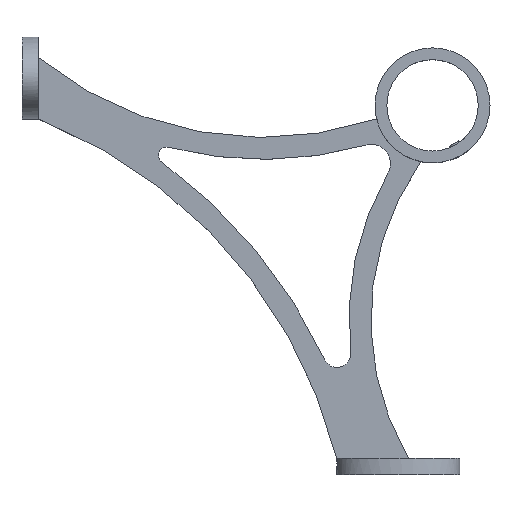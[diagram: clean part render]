
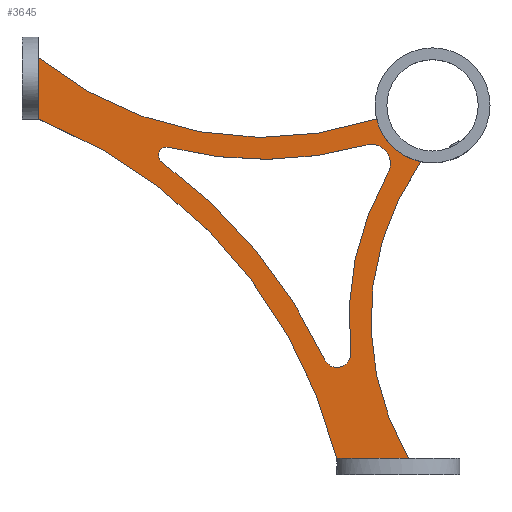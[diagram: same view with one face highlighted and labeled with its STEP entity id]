
A CAD part, top view. The second image highlights one B-rep face of the part: STEP entity #3645.
In plain terms, the highlighted planar face has unit normal (0, 0, 1).
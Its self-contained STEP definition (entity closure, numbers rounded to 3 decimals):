
#1 = B_SPLINE_CURVE_WITH_KNOTS ( 'NONE', 3,
 ( #3308, #6482, #1306, #12006, #141, #8697 ),
 .UNSPECIFIED., .F., .F.,
 ( 4, 2, 4 ),
 ( 0., 0.002, 0.004 ),
 .UNSPECIFIED. ) ;
#9 = CARTESIAN_POINT ( 'NONE',  ( -49.371, 253.271, 3. ) ) ;
#141 = CARTESIAN_POINT ( 'NONE',  ( -22.045, 2.567, 3. ) ) ;
#152 = VERTEX_POINT ( 'NONE', #6342 ) ;
#198 = EDGE_CURVE ( 'NONE', #7598, #6955, #9534, .T. ) ;
#204 = CARTESIAN_POINT ( 'NONE',  ( -83.9, 119.66, 3. ) ) ;
#212 = DIRECTION ( 'NONE',  ( 1., 0., 0. ) ) ;
#255 = EDGE_CURVE ( 'NONE', #9379, #466, #4080, .T. ) ;
#416 = CARTESIAN_POINT ( 'NONE',  ( 89.957, 56.741, 3. ) ) ;
#466 = VERTEX_POINT ( 'NONE', #9732 ) ;
#598 = CARTESIAN_POINT ( 'NONE',  ( -86.417, 114.331, 3. ) ) ;
#652 = CARTESIAN_POINT ( 'NONE',  ( -131.5, 0., 3. ) ) ;
#675 = EDGE_LOOP ( 'NONE', ( #11862, #7113, #5631, #12418, #11750, #12108 ) ) ;
#680 = DIRECTION ( 'NONE',  ( 1., 0., 0. ) ) ;
#821 = VERTEX_POINT ( 'NONE', #3715 ) ;
#874 = DIRECTION ( 'NONE',  ( 1., 0., 0. ) ) ;
#999 = VERTEX_POINT ( 'NONE', #1995 ) ;
#1105 = CARTESIAN_POINT ( 'NONE',  ( -22.045, 1.87, 3. ) ) ;
#1306 = CARTESIAN_POINT ( 'NONE',  ( -22.241, 4.635, 3. ) ) ;
#1441 = CARTESIAN_POINT ( 'NONE',  ( -131.5, 130.118, 3. ) ) ;
#1476 = EDGE_LOOP ( 'NONE', ( #10777, #4836, #13255, #13711, #2307, #12282, #4361, #4317, #5542 ) ) ;
#1503 = DIRECTION ( 'NONE',  ( 1., 0., 0. ) ) ;
#1586 = CARTESIAN_POINT ( 'NONE',  ( -130.539, 129.621, 3. ) ) ;
#1615 = VECTOR ( 'NONE', #9448, 1000. ) ;
#1627 = CARTESIAN_POINT ( 'NONE',  ( -22.045, 6., 3. ) ) ;
#1782 = VERTEX_POINT ( 'NONE', #7243 ) ;
#1812 = EDGE_CURVE ( 'NONE', #152, #2779, #7027, .T. ) ;
#1853 = CARTESIAN_POINT ( 'NONE',  ( -22.349, 44.234, 3. ) ) ;
#1905 = AXIS2_PLACEMENT_3D ( 'NONE', #8304, #1990, #13574 ) ;
#1990 = DIRECTION ( 'NONE',  ( 0., 0., 1. ) ) ;
#1995 = CARTESIAN_POINT ( 'NONE',  ( -17.38, 44.787, 3. ) ) ;
#2143 = DIRECTION ( 'NONE',  ( 1., 0., 0. ) ) ;
#2154 = EDGE_CURVE ( 'NONE', #11722, #4466, #8030, .T. ) ;
#2172 = CARTESIAN_POINT ( 'NONE',  ( -49.371, 253.271, 3. ) ) ;
#2249 = LINE ( 'NONE', #12412, #9017 ) ;
#2307 = ORIENTED_EDGE ( 'NONE', *, *, #198, .F. ) ;
#2346 = CARTESIAN_POINT ( 'NONE',  ( -131.5, 152.5, 3. ) ) ;
#2490 = EDGE_CURVE ( 'NONE', #7598, #4466, #2249, .T. ) ;
#2571 = DIRECTION ( 'NONE',  ( 0., 0., 1. ) ) ;
#2779 = VERTEX_POINT ( 'NONE', #13475 ) ;
#3025 = DIRECTION ( 'NONE',  ( 1., 0., 0. ) ) ;
#3166 = EDGE_CURVE ( 'NONE', #999, #10252, #3727, .T. ) ;
#3172 = CARTESIAN_POINT ( 'NONE',  ( -22.045, 6., 3. ) ) ;
#3179 = VECTOR ( 'NONE', #5882, 1000. ) ;
#3308 = CARTESIAN_POINT ( 'NONE',  ( -22.5, 6., 3. ) ) ;
#3379 = DIRECTION ( 'NONE',  ( 0., 0., 1. ) ) ;
#3531 = CIRCLE ( 'NONE', #10484, 180. ) ;
#3536 = VERTEX_POINT ( 'NONE', #204 ) ;
#3595 = CARTESIAN_POINT ( 'NONE',  ( 0., 0., 3. ) ) ;
#3645 = ADVANCED_FACE ( 'NONE', ( #5042, #8006 ), #13186, .T. ) ;
#3715 = CARTESIAN_POINT ( 'NONE',  ( -22.5, 6., 3. ) ) ;
#3727 = CIRCLE ( 'NONE', #10894, 5. ) ;
#3891 = EDGE_CURVE ( 'NONE', #821, #6955, #1, .T. ) ;
#4019 = CARTESIAN_POINT ( 'NONE',  ( -26.877, 42.113, 3. ) ) ;
#4080 = B_SPLINE_CURVE_WITH_KNOTS ( 'NONE', 3,
 ( #1441, #4599, #1586, #8967 ),
 .UNSPECIFIED., .F., .F.,
 ( 4, 4 ),
 ( 0., 0.002 ),
 .UNSPECIFIED. ) ;
#4180 = DIRECTION ( 'NONE',  ( 0., 0., -1. ) ) ;
#4317 = ORIENTED_EDGE ( 'NONE', *, *, #6207, .F. ) ;
#4361 = ORIENTED_EDGE ( 'NONE', *, *, #2154, .F. ) ;
#4427 = VERTEX_POINT ( 'NONE', #598 ) ;
#4429 = CARTESIAN_POINT ( 'NONE',  ( -9.924, 113.74, 3. ) ) ;
#4466 = VERTEX_POINT ( 'NONE', #5866 ) ;
#4505 = DIRECTION ( 'NONE',  ( 0., 0., 1. ) ) ;
#4575 = DIRECTION ( 'NONE',  ( 1., 0., 0. ) ) ;
#4599 = CARTESIAN_POINT ( 'NONE',  ( -131.027, 129.854, 3. ) ) ;
#4836 = ORIENTED_EDGE ( 'NONE', *, *, #255, .T. ) ;
#5039 = DIRECTION ( 'NONE',  ( 0., 0., -1. ) ) ;
#5042 = FACE_BOUND ( 'NONE', #675, .T. ) ;
#5152 = CIRCLE ( 'NONE', #1905, 3. ) ;
#5346 = AXIS2_PLACEMENT_3D ( 'NONE', #2172, #2571, #4575 ) ;
#5542 = ORIENTED_EDGE ( 'NONE', *, *, #9020, .F. ) ;
#5631 = ORIENTED_EDGE ( 'NONE', *, *, #3166, .T. ) ;
#5866 = CARTESIAN_POINT ( 'NONE',  ( 3.786, 6., 3. ) ) ;
#5882 = DIRECTION ( 'NONE',  ( 0., 1., 0. ) ) ;
#5888 = DIRECTION ( 'NONE',  ( 1., 0., 0. ) ) ;
#6207 = EDGE_CURVE ( 'NONE', #1782, #11722, #12472, .T. ) ;
#6342 = CARTESIAN_POINT ( 'NONE',  ( -3.844, 110.27, 3. ) ) ;
#6482 = CARTESIAN_POINT ( 'NONE',  ( -22.353, 5.319, 3. ) ) ;
#6803 = CARTESIAN_POINT ( 'NONE',  ( 8.275, 114.429, 3. ) ) ;
#6859 = EDGE_CURVE ( 'NONE', #4427, #10252, #8617, .T. ) ;
#6955 = VERTEX_POINT ( 'NONE', #1105 ) ;
#7027 = CIRCLE ( 'NONE', #8146, 7. ) ;
#7113 = ORIENTED_EDGE ( 'NONE', *, *, #11104, .T. ) ;
#7243 = CARTESIAN_POINT ( 'NONE',  ( -7.911, 130.059, 3. ) ) ;
#7249 = DIRECTION ( 'NONE',  ( 1., 0., 0. ) ) ;
#7537 = AXIS2_PLACEMENT_3D ( 'NONE', #12560, #12475, #7249 ) ;
#7598 = VERTEX_POINT ( 'NONE', #1627 ) ;
#7901 = AXIS2_PLACEMENT_3D ( 'NONE', #416, #7946, #10070 ) ;
#7946 = DIRECTION ( 'NONE',  ( 0., 0., 1. ) ) ;
#8006 = FACE_OUTER_BOUND ( 'NONE', #1476, .T. ) ;
#8030 = CIRCLE ( 'NONE', #13619, 100. ) ;
#8146 = AXIS2_PLACEMENT_3D ( 'NONE', #4429, #3379, #212 ) ;
#8304 = CARTESIAN_POINT ( 'NONE',  ( -84.65, 116.756, 3. ) ) ;
#8350 = AXIS2_PLACEMENT_3D ( 'NONE', #3595, #11028, #1503 ) ;
#8617 = CIRCLE ( 'NONE', #7537, 188. ) ;
#8697 = CARTESIAN_POINT ( 'NONE',  ( -22.045, 1.87, 3. ) ) ;
#8967 = CARTESIAN_POINT ( 'NONE',  ( -130.036, 129.419, 3. ) ) ;
#9017 = VECTOR ( 'NONE', #680, 1000. ) ;
#9020 = EDGE_CURVE ( 'NONE', #10592, #1782, #10996, .T. ) ;
#9353 = CARTESIAN_POINT ( 'NONE',  ( -131.5, 130.118, 3. ) ) ;
#9362 = CARTESIAN_POINT ( 'NONE',  ( 12.5, 135., 3. ) ) ;
#9379 = VERTEX_POINT ( 'NONE', #9353 ) ;
#9448 = DIRECTION ( 'NONE',  ( 0., -1., 0. ) ) ;
#9534 = LINE ( 'NONE', #3172, #1615 ) ;
#9659 = AXIS2_PLACEMENT_3D ( 'NONE', #9362, #10422, #3025 ) ;
#9732 = CARTESIAN_POINT ( 'NONE',  ( -130.036, 129.419, 3. ) ) ;
#10070 = DIRECTION ( 'NONE',  ( 1., 0., 0. ) ) ;
#10252 = VERTEX_POINT ( 'NONE', #4019 ) ;
#10400 = AXIS2_PLACEMENT_3D ( 'NONE', #9, #4180, #2143 ) ;
#10422 = DIRECTION ( 'NONE',  ( 0., 0., 1. ) ) ;
#10484 = AXIS2_PLACEMENT_3D ( 'NONE', #13363, #11065, #5888 ) ;
#10592 = VERTEX_POINT ( 'NONE', #2346 ) ;
#10777 = ORIENTED_EDGE ( 'NONE', *, *, #12616, .F. ) ;
#10835 = CARTESIAN_POINT ( 'NONE',  ( 89.957, 56.741, 3. ) ) ;
#10894 = AXIS2_PLACEMENT_3D ( 'NONE', #1853, #5039, #874 ) ;
#10996 = CIRCLE ( 'NONE', #5346, 130. ) ;
#11028 = DIRECTION ( 'NONE',  ( 0., 0., 1. ) ) ;
#11065 = DIRECTION ( 'NONE',  ( 0., 0., 1. ) ) ;
#11104 = EDGE_CURVE ( 'NONE', #152, #999, #12485, .T. ) ;
#11717 = EDGE_CURVE ( 'NONE', #821, #466, #3531, .T. ) ;
#11722 = VERTEX_POINT ( 'NONE', #6803 ) ;
#11750 = ORIENTED_EDGE ( 'NONE', *, *, #13109, .F. ) ;
#11862 = ORIENTED_EDGE ( 'NONE', *, *, #1812, .F. ) ;
#11886 = EDGE_CURVE ( 'NONE', #2779, #3536, #12794, .T. ) ;
#11907 = DIRECTION ( 'NONE',  ( 1., 0., 0. ) ) ;
#12006 = CARTESIAN_POINT ( 'NONE',  ( -22.087, 3.259, 3. ) ) ;
#12108 = ORIENTED_EDGE ( 'NONE', *, *, #11886, .F. ) ;
#12282 = ORIENTED_EDGE ( 'NONE', *, *, #2490, .T. ) ;
#12412 = CARTESIAN_POINT ( 'NONE',  ( 0., 6., 3. ) ) ;
#12418 = ORIENTED_EDGE ( 'NONE', *, *, #6859, .F. ) ;
#12472 = CIRCLE ( 'NONE', #9659, 21. ) ;
#12475 = DIRECTION ( 'NONE',  ( 0., 0., -1. ) ) ;
#12485 = CIRCLE ( 'NONE', #7901, 108. ) ;
#12560 = CARTESIAN_POINT ( 'NONE',  ( -197.138, -37.606, 3. ) ) ;
#12616 = EDGE_CURVE ( 'NONE', #9379, #10592, #13625, .T. ) ;
#12794 = CIRCLE ( 'NONE', #10400, 138. ) ;
#13109 = EDGE_CURVE ( 'NONE', #3536, #4427, #5152, .T. ) ;
#13186 = PLANE ( 'NONE',  #8350 ) ;
#13255 = ORIENTED_EDGE ( 'NONE', *, *, #11717, .F. ) ;
#13363 = CARTESIAN_POINT ( 'NONE',  ( -197.138, -37.606, 3. ) ) ;
#13475 = CARTESIAN_POINT ( 'NONE',  ( -11.828, 120.476, 3. ) ) ;
#13574 = DIRECTION ( 'NONE',  ( 1., 0., 0. ) ) ;
#13619 = AXIS2_PLACEMENT_3D ( 'NONE', #10835, #4505, #11907 ) ;
#13625 = LINE ( 'NONE', #652, #3179 ) ;
#13711 = ORIENTED_EDGE ( 'NONE', *, *, #3891, .T. ) ;
